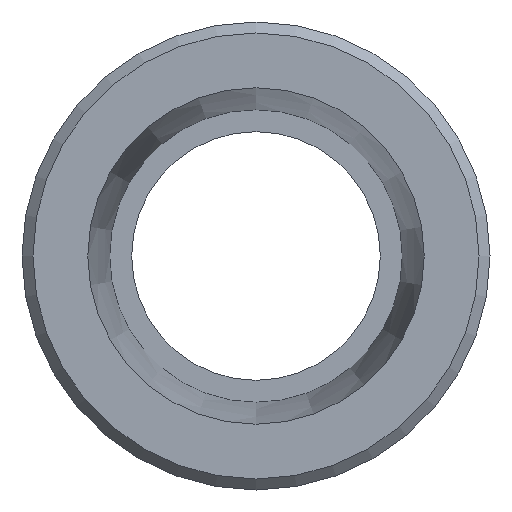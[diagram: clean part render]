
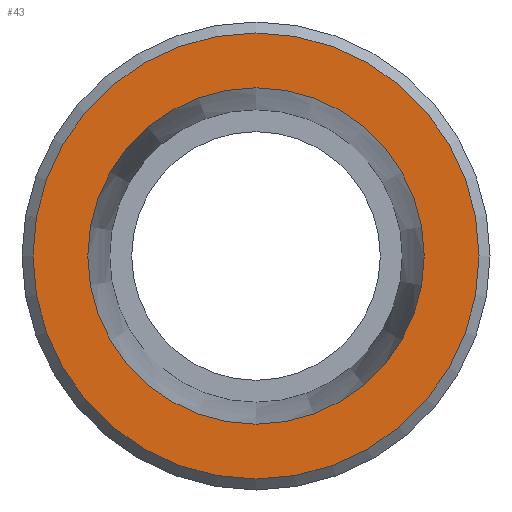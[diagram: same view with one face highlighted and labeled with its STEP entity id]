
A CAD part, left-side view. The second image highlights one B-rep face of the part: STEP entity #43.
In plain terms, the highlighted planar face has unit normal (-1, 0, 0).
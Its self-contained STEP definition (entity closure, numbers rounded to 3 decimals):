
#43 = ADVANCED_FACE( '', ( #92, #93 ), #94, .T. );
#92 = FACE_BOUND( '', #151, .T. );
#93 = FACE_OUTER_BOUND( '', #152, .T. );
#94 = PLANE( '', #153 );
#151 = EDGE_LOOP( '', ( #210 ) );
#152 = EDGE_LOOP( '', ( #211 ) );
#153 = AXIS2_PLACEMENT_3D( '', #212, #213, #214 );
#210 = ORIENTED_EDGE( '', *, *, #274, .T. );
#211 = ORIENTED_EDGE( '', *, *, #276, .F. );
#212 = CARTESIAN_POINT( '', ( -28.5, 15.25, 0. ) );
#213 = DIRECTION( '', ( -1., 0., 0. ) );
#214 = DIRECTION( '', ( 0., 0., 1. ) );
#274 = EDGE_CURVE( '', #303, #303, #304, .T. );
#276 = EDGE_CURVE( '', #306, #306, #307, .T. );
#303 = VERTEX_POINT( '', #342 );
#304 = CIRCLE( '', #343, 11.5 );
#306 = VERTEX_POINT( '', #345 );
#307 = CIRCLE( '', #346, 15.25 );
#342 = CARTESIAN_POINT( '', ( -28.5, 0., -11.5 ) );
#343 = AXIS2_PLACEMENT_3D( '', #382, #383, #384 );
#345 = CARTESIAN_POINT( '', ( -28.5, 0., -15.25 ) );
#346 = AXIS2_PLACEMENT_3D( '', #385, #386, #387 );
#382 = CARTESIAN_POINT( '', ( -28.5, 0., 0. ) );
#383 = DIRECTION( '', ( 1., 0., 0. ) );
#384 = DIRECTION( '', ( 0., 0., -1. ) );
#385 = CARTESIAN_POINT( '', ( -28.5, 0., 0. ) );
#386 = DIRECTION( '', ( 1., 0., 0. ) );
#387 = DIRECTION( '', ( 0., 0., -1. ) );
